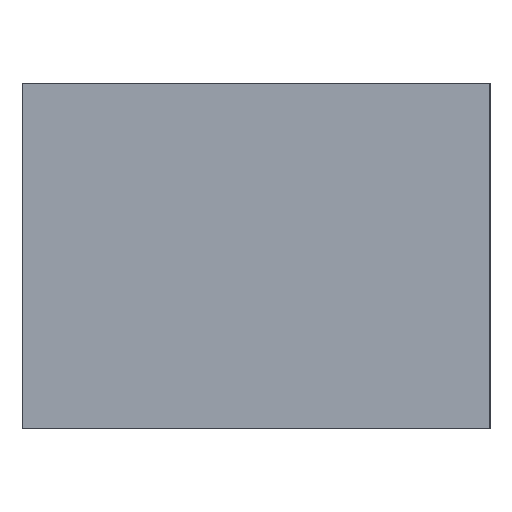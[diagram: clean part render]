
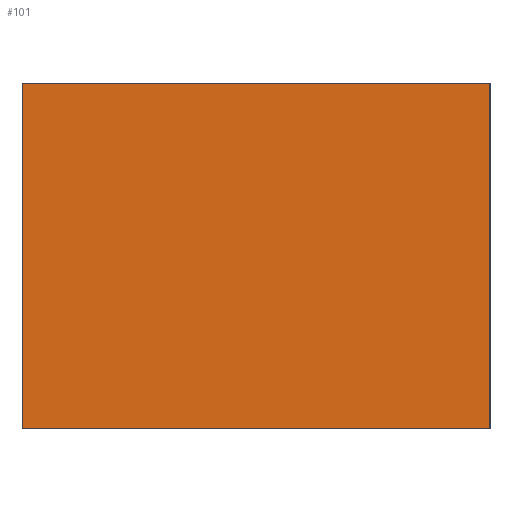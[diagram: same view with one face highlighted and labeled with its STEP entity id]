
A CAD part, left-side view. The second image highlights one B-rep face of the part: STEP entity #101.
In plain terms, the highlighted planar face has unit normal (-1, 0, 0).
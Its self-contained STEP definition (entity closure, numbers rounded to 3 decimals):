
#3 = DIRECTION ( 'NONE',  ( 0., 0., 1. ) ) ;
#4 = DIRECTION ( 'NONE',  ( 0., 0., 1. ) ) ;
#11 = ORIENTED_EDGE ( 'NONE', *, *, #123, .T. ) ;
#13 = EDGE_LOOP ( 'NONE', ( #11, #96, #111, #188 ) ) ;
#17 = CARTESIAN_POINT ( 'NONE',  ( -165., 230., 85. ) ) ;
#19 = EDGE_CURVE ( 'NONE', #113, #27, #166, .T. ) ;
#27 = VERTEX_POINT ( 'NONE', #145 ) ;
#32 = VECTOR ( 'NONE', #3, 1000. ) ;
#35 = DIRECTION ( 'NONE',  ( 1., 0., 0. ) ) ;
#37 = CARTESIAN_POINT ( 'NONE',  ( -165., 0., 85. ) ) ;
#38 = VERTEX_POINT ( 'NONE', #141 ) ;
#45 = EDGE_CURVE ( 'NONE', #38, #214, #215, .T. ) ;
#58 = CARTESIAN_POINT ( 'NONE',  ( -165., 0., -85. ) ) ;
#67 = PLANE ( 'NONE',  #68 ) ;
#68 = AXIS2_PLACEMENT_3D ( 'NONE', #70, #35, #148 ) ;
#70 = CARTESIAN_POINT ( 'NONE',  ( -165., 230., 85. ) ) ;
#80 = CARTESIAN_POINT ( 'NONE',  ( -165., 230., 85. ) ) ;
#82 = LINE ( 'NONE', #37, #32 ) ;
#83 = VECTOR ( 'NONE', #144, 1000. ) ;
#86 = LINE ( 'NONE', #17, #176 ) ;
#96 = ORIENTED_EDGE ( 'NONE', *, *, #19, .F. ) ;
#101 = ADVANCED_FACE ( 'NONE', ( #135 ), #67, .F. ) ;
#111 = ORIENTED_EDGE ( 'NONE', *, *, #147, .F. ) ;
#113 = VERTEX_POINT ( 'NONE', #207 ) ;
#123 = EDGE_CURVE ( 'NONE', #214, #27, #82, .T. ) ;
#126 = DIRECTION ( 'NONE',  ( 0., -1., 0. ) ) ;
#135 = FACE_OUTER_BOUND ( 'NONE', #13, .T. ) ;
#141 = CARTESIAN_POINT ( 'NONE',  ( -165., 230., -85. ) ) ;
#144 = DIRECTION ( 'NONE',  ( 0., -1., 0. ) ) ;
#145 = CARTESIAN_POINT ( 'NONE',  ( -165., 0., 85. ) ) ;
#147 = EDGE_CURVE ( 'NONE', #38, #113, #86, .T. ) ;
#148 = DIRECTION ( 'NONE',  ( 0., 0., -1. ) ) ;
#166 = LINE ( 'NONE', #80, #83 ) ;
#175 = CARTESIAN_POINT ( 'NONE',  ( -165., 230., -85. ) ) ;
#176 = VECTOR ( 'NONE', #4, 1000. ) ;
#188 = ORIENTED_EDGE ( 'NONE', *, *, #45, .T. ) ;
#203 = VECTOR ( 'NONE', #126, 1000. ) ;
#207 = CARTESIAN_POINT ( 'NONE',  ( -165., 230., 85. ) ) ;
#214 = VERTEX_POINT ( 'NONE', #58 ) ;
#215 = LINE ( 'NONE', #175, #203 ) ;
